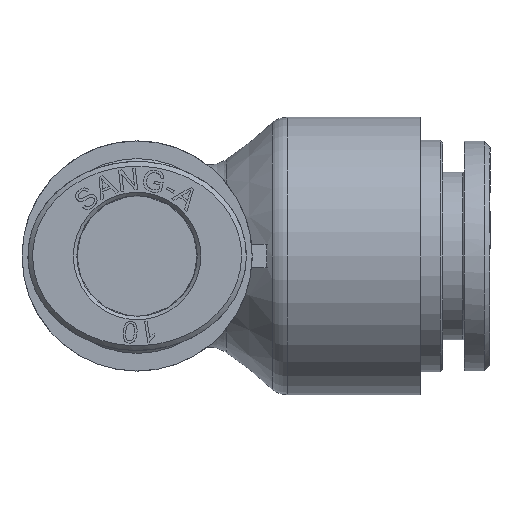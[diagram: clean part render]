
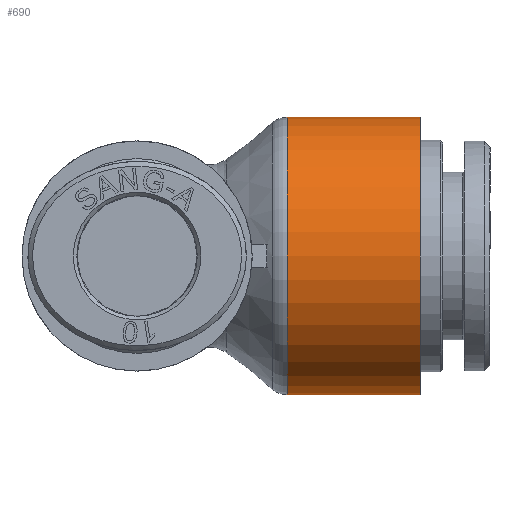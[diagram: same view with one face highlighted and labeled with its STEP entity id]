
A CAD part, front view. The second image highlights one B-rep face of the part: STEP entity #690.
In plain terms, the highlighted cylindrical face has radius 11.75 mm (diameter 23.5 mm), a full revolution.
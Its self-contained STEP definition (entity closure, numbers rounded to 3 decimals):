
#659=CARTESIAN_POINT('',(12.702,11.75,0.));
#660=VERTEX_POINT('',#659);
#661=CARTESIAN_POINT('',(12.702,0.,0.0));
#662=DIRECTION('',(-1.0,0.0,0.0));
#663=DIRECTION('',(0.0,-1.0,0.0));
#664=AXIS2_PLACEMENT_3D('',#661,#662,#663);
#665=CIRCLE('',#664,11.75);
#666=EDGE_CURVE('',#660,#660,#665,.T.);
#671=CARTESIAN_POINT('',(18.,0.,0.0));
#672=DIRECTION('',(1.0,0.,0.0));
#673=DIRECTION('',(0.0,1.0,0.0));
#674=AXIS2_PLACEMENT_3D('',#671,#672,#673);
#675=CYLINDRICAL_SURFACE('',#674,11.75);
#676=CARTESIAN_POINT('',(24.,11.75,0.0));
#677=VERTEX_POINT('',#676);
#678=CARTESIAN_POINT('',(24.,0.,0.0));
#679=DIRECTION('',(1.0,0.0,0.0));
#680=DIRECTION('',(0.0,1.0,0.0));
#681=AXIS2_PLACEMENT_3D('',#678,#679,#680);
#682=CIRCLE('',#681,11.75);
#683=EDGE_CURVE('',#677,#677,#682,.T.);
#684=ORIENTED_EDGE('',*,*,#683,.F.);
#685=EDGE_LOOP('',(#684));
#686=FACE_OUTER_BOUND('',#685,.T.);
#687=ORIENTED_EDGE('',*,*,#666,.F.);
#688=EDGE_LOOP('',(#687));
#689=FACE_BOUND('',#688,.T.);
#690=ADVANCED_FACE('',(#686,#689),#675,.T.);
